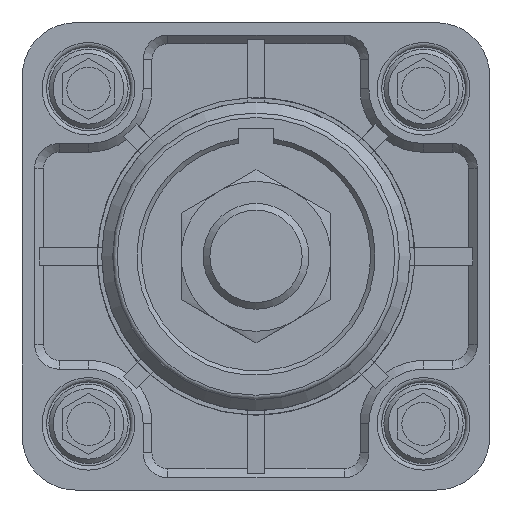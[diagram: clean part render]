
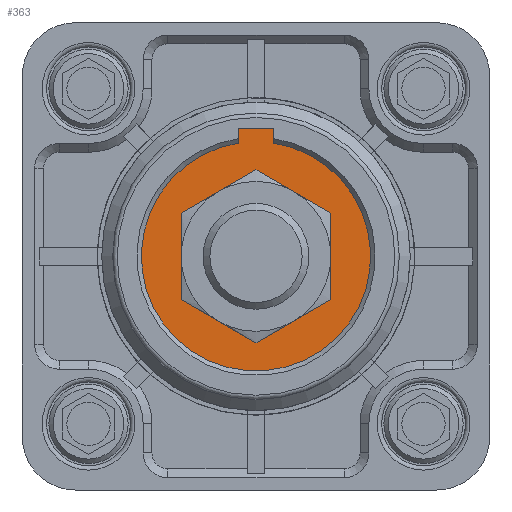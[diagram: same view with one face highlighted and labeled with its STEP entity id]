
A CAD part, left-side view. The second image highlights one B-rep face of the part: STEP entity #363.
In plain terms, the highlighted planar face has unit normal (-1, 0, 0).
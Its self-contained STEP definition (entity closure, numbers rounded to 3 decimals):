
#363 = ADVANCED_FACE( '', ( #981, #982 ), #983, .F. );
#981 = FACE_BOUND( '', #1879, .T. );
#982 = FACE_OUTER_BOUND( '', #1880, .T. );
#983 = PLANE( '', #1881 );
#1879 = EDGE_LOOP( '', ( #3462 ) );
#1880 = EDGE_LOOP( '', ( #3463, #3464, #3465, #3466 ) );
#1881 = AXIS2_PLACEMENT_3D( '', #3467, #3468, #3469 );
#3462 = ORIENTED_EDGE( '', *, *, #5274, .F. );
#3463 = ORIENTED_EDGE( '', *, *, #5636, .F. );
#3464 = ORIENTED_EDGE( '', *, *, #5637, .F. );
#3465 = ORIENTED_EDGE( '', *, *, #5524, .F. );
#3466 = ORIENTED_EDGE( '', *, *, #5531, .F. );
#3467 = CARTESIAN_POINT( '', ( -8.9, 0., 0. ) );
#3468 = DIRECTION( '', ( 1., 0., 0. ) );
#3469 = DIRECTION( '', ( 0., 0., -1. ) );
#5274 = EDGE_CURVE( '', #6141, #6141, #6142, .F. );
#5524 = EDGE_CURVE( '', #6591, #6593, #6594, .T. );
#5531 = EDGE_CURVE( '', #6605, #6591, #6607, .T. );
#5636 = EDGE_CURVE( '', #6789, #6605, #6790, .T. );
#5637 = EDGE_CURVE( '', #6593, #6789, #6791, .T. );
#6141 = VERTEX_POINT( '', #7692 );
#6142 = CIRCLE( '', #7693, 8. );
#6591 = VERTEX_POINT( '', #8303 );
#6593 = VERTEX_POINT( '', #8306 );
#6594 = LINE( '', #8307, #8308 );
#6605 = VERTEX_POINT( '', #8336 );
#6607 = LINE( '', #8339, #8340 );
#6789 = VERTEX_POINT( '', #8626 );
#6790 = CIRCLE( '', #8627, 13. );
#6791 = LINE( '', #8628, #8629 );
#7692 = CARTESIAN_POINT( '', ( -8.9, 0., -8. ) );
#7693 = AXIS2_PLACEMENT_3D( '', #9848, #9849, #9850 );
#8303 = CARTESIAN_POINT( '', ( -8.9, 14.54, -2. ) );
#8306 = CARTESIAN_POINT( '', ( -8.9, 14.54, 2. ) );
#8307 = CARTESIAN_POINT( '', ( -8.9, 14.54, -2. ) );
#8308 = VECTOR( '', #10274, 1000. );
#8336 = CARTESIAN_POINT( '', ( -8.9, 12.845, -2. ) );
#8339 = CARTESIAN_POINT( '', ( -8.9, 9.54, -2. ) );
#8340 = VECTOR( '', #10278, 1000. );
#8626 = CARTESIAN_POINT( '', ( -8.9, 12.845, 2. ) );
#8627 = AXIS2_PLACEMENT_3D( '', #10421, #10422, #10423 );
#8628 = CARTESIAN_POINT( '', ( -8.9, 14.54, 2. ) );
#8629 = VECTOR( '', #10424, 1000. );
#9848 = CARTESIAN_POINT( '', ( -8.9, 0., 0. ) );
#9849 = DIRECTION( '', ( 1., 0., 0. ) );
#9850 = DIRECTION( '', ( 0., 0., -1. ) );
#10274 = DIRECTION( '', ( 0., 0., 1. ) );
#10278 = DIRECTION( '', ( 0., 1., 0. ) );
#10421 = CARTESIAN_POINT( '', ( -8.9, 0., 0. ) );
#10422 = DIRECTION( '', ( 1., 0., 0. ) );
#10423 = DIRECTION( '', ( 0., 0., -1. ) );
#10424 = DIRECTION( '', ( 0., -1., 0. ) );
